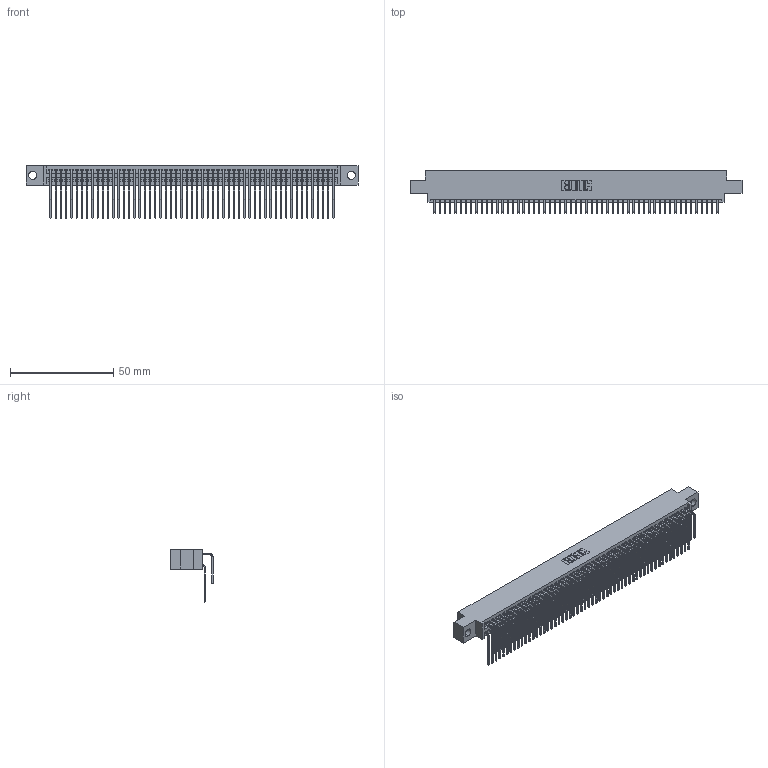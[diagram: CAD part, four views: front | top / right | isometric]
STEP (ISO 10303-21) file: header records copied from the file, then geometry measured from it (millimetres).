
FILE_DESCRIPTION (( 'STEP AP203' ), '1' );
FILE_NAME ('395-110-559-804.STEP', '2018-12-01T06:12:27', ( '' ), ( '' ), 'SwSTEP 2.0', 'SolidWorks 2016', '' );
FILE_SCHEMA (( 'CONFIG_CONTROL_DESIGN' ));
Length unit declared in the file: inch
Products named in the file (4): 345-292-001_558 559 Tail - 1; 345 Part_0.170 Offset - 0.156 Dia-TH; 395-110-559-804; 345-292-001_559 Tail - 2
Assembly tree (111 placements, depth 2):
  395-110-559-804
    345 Part_0.170 Offset - 0.156 Dia-TH
    345-292-001_558 559 Tail - 1  x55
    345-292-001_559 Tail - 2  x55
Bounding box: 160.91 x 20.56 x 25.53 mm (x, y, z)
Volume: 16184.9 mm3; surface area: 27118.3 mm2
Topology: 111 solids, 111 shells, 5850 faces, 17403 edges, 11454 vertices
Faces by surface type: plane 3934, cylinder 1916
Entity records: 43191 total; most frequent: CARTESIAN_POINT 7275, ORIENTED_EDGE 7158, DIRECTION 6371, EDGE_CURVE 3579, LINE 3187, VECTOR 3187, VERTEX_POINT 2382, AXIS2_PLACEMENT_3D 1592
